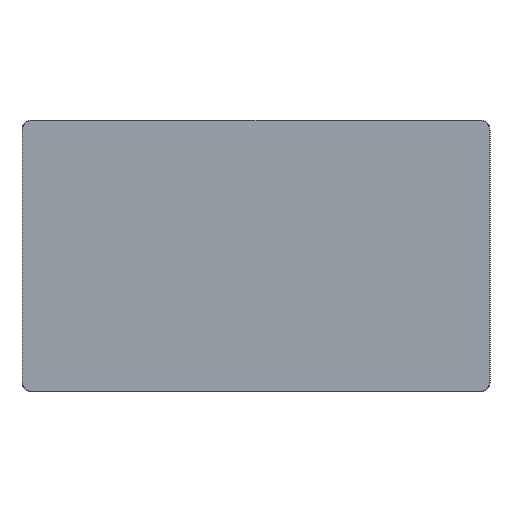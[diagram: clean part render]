
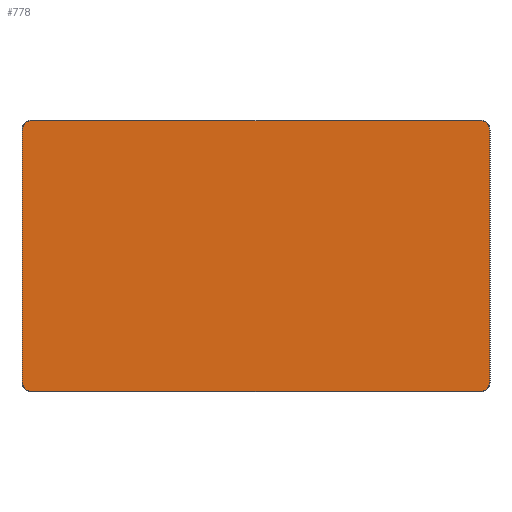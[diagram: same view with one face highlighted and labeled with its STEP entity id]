
A CAD part, front view. The second image highlights one B-rep face of the part: STEP entity #778.
In plain terms, the highlighted planar face has unit normal (0, -1, 0).
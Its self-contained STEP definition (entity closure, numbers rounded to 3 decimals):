
#47 = ORIENTED_EDGE ( 'NONE', *, *, #218, .T. ) ;
#103 = VECTOR ( 'NONE', #1347, 1000. ) ;
#110 = ORIENTED_EDGE ( 'NONE', *, *, #921, .T. ) ;
#118 = CIRCLE ( 'NONE', #367, 5.7 ) ;
#157 = CARTESIAN_POINT ( 'NONE',  ( 142.7, 0., -77. ) ) ;
#161 = DIRECTION ( 'NONE',  ( 0., 0., 1. ) ) ;
#172 = CIRCLE ( 'NONE', #1249, 5.7 ) ;
#193 = ORIENTED_EDGE ( 'NONE', *, *, #1795, .T. ) ;
#218 = EDGE_CURVE ( 'NONE', #976, #850, #1065, .T. ) ;
#242 = EDGE_CURVE ( 'NONE', #1017, #976, #172, .T. ) ;
#291 = AXIS2_PLACEMENT_3D ( 'NONE', #1374, #292, #592 ) ;
#292 = DIRECTION ( 'NONE',  ( 0., -1., 0. ) ) ;
#303 = VERTEX_POINT ( 'NONE', #527 ) ;
#361 = DIRECTION ( 'NONE',  ( 0., 0., 1. ) ) ;
#367 = AXIS2_PLACEMENT_3D ( 'NONE', #1702, #762, #161 ) ;
#387 = ORIENTED_EDGE ( 'NONE', *, *, #1194, .T. ) ;
#427 = EDGE_CURVE ( 'NONE', #1262, #1867, #913, .T. ) ;
#519 = AXIS2_PLACEMENT_3D ( 'NONE', #1247, #1410, #798 ) ;
#527 = CARTESIAN_POINT ( 'NONE',  ( -142.7, 0., 77. ) ) ;
#548 = LINE ( 'NONE', #673, #1965 ) ;
#556 = DIRECTION ( 'NONE',  ( 0., 0., 1. ) ) ;
#592 = DIRECTION ( 'NONE',  ( 0., 0., 1. ) ) ;
#603 = FACE_OUTER_BOUND ( 'NONE', #714, .T. ) ;
#621 = DIRECTION ( 'NONE',  ( 0., -1., 0. ) ) ;
#640 = PLANE ( 'NONE',  #519 ) ;
#673 = CARTESIAN_POINT ( 'NONE',  ( 0., 0., -82.7 ) ) ;
#714 = EDGE_LOOP ( 'NONE', ( #387, #887, #193, #902, #47, #110, #1940, #1200 ) ) ;
#762 = DIRECTION ( 'NONE',  ( 0., -1., 0. ) ) ;
#778 = ADVANCED_FACE ( 'NONE', ( #603 ), #640, .F. ) ;
#798 = DIRECTION ( 'NONE',  ( 0., 0., 1. ) ) ;
#835 = CARTESIAN_POINT ( 'NONE',  ( -137., 0., -82.7 ) ) ;
#838 = VERTEX_POINT ( 'NONE', #835 ) ;
#850 = VERTEX_POINT ( 'NONE', #1137 ) ;
#861 = LINE ( 'NONE', #1307, #1037 ) ;
#863 = DIRECTION ( 'NONE',  ( 0., -1., 0. ) ) ;
#887 = ORIENTED_EDGE ( 'NONE', *, *, #1386, .T. ) ;
#902 = ORIENTED_EDGE ( 'NONE', *, *, #242, .T. ) ;
#913 = LINE ( 'NONE', #1192, #103 ) ;
#921 = EDGE_CURVE ( 'NONE', #850, #1262, #1165, .T. ) ;
#976 = VERTEX_POINT ( 'NONE', #157 ) ;
#1011 = AXIS2_PLACEMENT_3D ( 'NONE', #1491, #863, #556 ) ;
#1017 = VERTEX_POINT ( 'NONE', #1706 ) ;
#1037 = VECTOR ( 'NONE', #1758, 1000. ) ;
#1065 = LINE ( 'NONE', #1839, #1856 ) ;
#1137 = CARTESIAN_POINT ( 'NONE',  ( 142.7, 0., 77. ) ) ;
#1154 = CARTESIAN_POINT ( 'NONE',  ( 137., 0., 82.7 ) ) ;
#1165 = CIRCLE ( 'NONE', #1011, 5.7 ) ;
#1192 = CARTESIAN_POINT ( 'NONE',  ( 0., 0., 82.7 ) ) ;
#1194 = EDGE_CURVE ( 'NONE', #303, #1245, #861, .T. ) ;
#1200 = ORIENTED_EDGE ( 'NONE', *, *, #1654, .T. ) ;
#1245 = VERTEX_POINT ( 'NONE', #1290 ) ;
#1247 = CARTESIAN_POINT ( 'NONE',  ( 0., 0., 0. ) ) ;
#1249 = AXIS2_PLACEMENT_3D ( 'NONE', #1816, #621, #361 ) ;
#1262 = VERTEX_POINT ( 'NONE', #1154 ) ;
#1290 = CARTESIAN_POINT ( 'NONE',  ( -142.7, 0., -77. ) ) ;
#1307 = CARTESIAN_POINT ( 'NONE',  ( -142.7, 0., 0. ) ) ;
#1347 = DIRECTION ( 'NONE',  ( -1., 0., 0. ) ) ;
#1374 = CARTESIAN_POINT ( 'NONE',  ( -137., 0., -77. ) ) ;
#1386 = EDGE_CURVE ( 'NONE', #1245, #838, #1874, .T. ) ;
#1410 = DIRECTION ( 'NONE',  ( 0., 1., 0. ) ) ;
#1491 = CARTESIAN_POINT ( 'NONE',  ( 137., 0., 77. ) ) ;
#1626 = DIRECTION ( 'NONE',  ( 1., 0., 0. ) ) ;
#1654 = EDGE_CURVE ( 'NONE', #1867, #303, #118, .T. ) ;
#1702 = CARTESIAN_POINT ( 'NONE',  ( -137., 0., 77. ) ) ;
#1706 = CARTESIAN_POINT ( 'NONE',  ( 137., 0., -82.7 ) ) ;
#1723 = CARTESIAN_POINT ( 'NONE',  ( -137., 0., 82.7 ) ) ;
#1758 = DIRECTION ( 'NONE',  ( 0., 0., -1. ) ) ;
#1795 = EDGE_CURVE ( 'NONE', #838, #1017, #548, .T. ) ;
#1816 = CARTESIAN_POINT ( 'NONE',  ( 137., 0., -77. ) ) ;
#1839 = CARTESIAN_POINT ( 'NONE',  ( 142.7, 0., 0. ) ) ;
#1856 = VECTOR ( 'NONE', #1969, 1000. ) ;
#1867 = VERTEX_POINT ( 'NONE', #1723 ) ;
#1874 = CIRCLE ( 'NONE', #291, 5.7 ) ;
#1940 = ORIENTED_EDGE ( 'NONE', *, *, #427, .T. ) ;
#1965 = VECTOR ( 'NONE', #1626, 1000. ) ;
#1969 = DIRECTION ( 'NONE',  ( 0., 0., 1. ) ) ;
